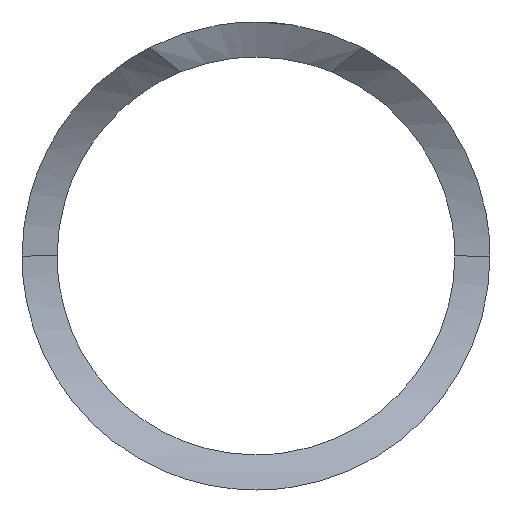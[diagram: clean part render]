
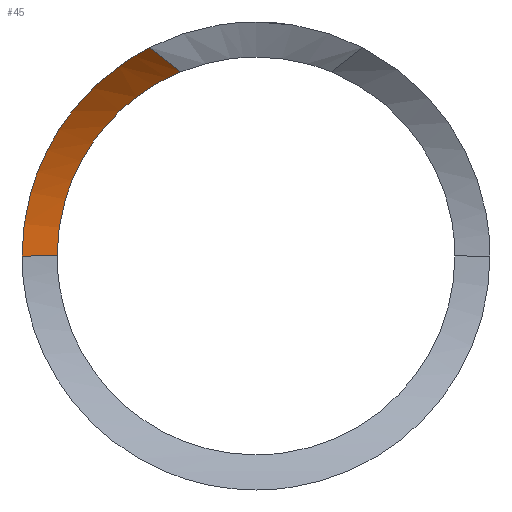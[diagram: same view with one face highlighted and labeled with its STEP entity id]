
A CAD part, front view. The second image highlights one B-rep face of the part: STEP entity #45.
In plain terms, the highlighted cylindrical face has radius 12.5 mm (diameter 25 mm), a partial arc.
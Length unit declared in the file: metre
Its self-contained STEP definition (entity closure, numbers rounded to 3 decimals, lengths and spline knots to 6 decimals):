
#45=ADVANCED_FACE('',(#91),#92,.F.);
#91=FACE_OUTER_BOUND('',#135,.T.);
#92=CYLINDRICAL_SURFACE('',#136,0.0125);
#135=EDGE_LOOP('',(#201,#202,#203,#204));
#136=AXIS2_PLACEMENT_3D('',#205,#206,#207);
#201=ORIENTED_EDGE('',*,*,#308,.F.);
#202=ORIENTED_EDGE('',*,*,#302,.T.);
#203=ORIENTED_EDGE('',*,*,#309,.T.);
#204=ORIENTED_EDGE('',*,*,#297,.F.);
#205=CARTESIAN_POINT('',(-0.435,-0.18,0.0));
#206=DIRECTION('',(1.0,0.0,0.0));
#207=DIRECTION('',(0.0,-1.0,0.0));
#297=EDGE_CURVE('',#357,#359,#360,.T.);
#302=EDGE_CURVE('',#368,#366,#369,.T.);
#308=EDGE_CURVE('',#368,#357,#377,.T.);
#309=EDGE_CURVE('0:48',#366,#359,#378,.T.);
#357=VERTEX_POINT('',#608);
#359=VERTEX_POINT('',#643);
#360=B_SPLINE_CURVE_WITH_KNOTS('',3,(#644,#645,#646,#647,#648,#649,#650,#651,#652,#653,#654,#655,#656,#657,#658,#659,#660,#661,#662,#663,#664,#665,#666,#667,#668,#669,#670,#671,#672,#673,#674,#675,#676,#677),.UNSPECIFIED.,.F.,.F.,(4,2,2,2,2,2,2,2,2,2,2,2,2,2,2,2,4),(0.0,6.281354,12.562709,16.750278,22.639982,28.529685,34.419388,37.364239,40.309091,43.253942,46.198794,52.088497,57.9782,63.867903,68.055757,74.337537,80.619318),.UNSPECIFIED.);
#366=VERTEX_POINT('',#693);
#368=VERTEX_POINT('',#704);
#369=B_SPLINE_CURVE_WITH_KNOTS('',3,(#705,#706,#707,#708,#709,#710,#711,#712,#713,#714,#715,#716,#717,#718,#719,#720,#721,#722,#723,#724,#725,#726,#727,#728,#729,#730,#731,#732,#733,#734,#735),.UNSPECIFIED.,.F.,.F.,(4,2,2,2,2,2,2,2,1,2,2,2,2,2,2,4),(0.0,5.615928,11.231855,14.975807,19.87539,24.774973,30.899452,34.574139,37.023931,39.473722,44.373305,49.272888,54.172471,57.916374,63.532228,69.148081),.UNSPECIFIED.);
#377=LINE('',#813,#814);
#378=B_SPLINE_CURVE_WITH_KNOTS('',3,(#815,#816,#817,#818),.UNSPECIFIED.,.F.,.F.,(4,4),(6.875249,9.613052),.UNSPECIFIED.);
#608=CARTESIAN_POINT('',(-0.445,-0.1675,0.));
#643=CARTESIAN_POINT('',(-0.439541,-0.171233,0.00891));
#644=CARTESIAN_POINT('',(-0.430459,-0.171233,0.00891));
#645=CARTESIAN_POINT('',(-0.429242,-0.170602,0.008289));
#646=CARTESIAN_POINT('',(-0.428192,-0.169889,0.007448));
#647=CARTESIAN_POINT('',(-0.426463,-0.168652,0.005379));
#648=CARTESIAN_POINT('',(-0.425788,-0.168123,0.004138));
#649=CARTESIAN_POINT('',(-0.425134,-0.167608,0.001882));
#650=CARTESIAN_POINT('',(-0.425,-0.1675,0.000934));
#651=CARTESIAN_POINT('',(-0.425,-0.1675,-0.001314));
#652=CARTESIAN_POINT('',(-0.42527,-0.167719,-0.002652));
#653=CARTESIAN_POINT('',(-0.42628,-0.168503,-0.005067));
#654=CARTESIAN_POINT('',(-0.427009,-0.169059,-0.006142));
#655=CARTESIAN_POINT('',(-0.428777,-0.170276,-0.007928));
#656=CARTESIAN_POINT('',(-0.429814,-0.170942,-0.008648));
#657=CARTESIAN_POINT('',(-0.431599,-0.171782,-0.009426));
#658=CARTESIAN_POINT('',(-0.432234,-0.172032,-0.009634));
#659=CARTESIAN_POINT('',(-0.433577,-0.172394,-0.009922));
#660=CARTESIAN_POINT('',(-0.434287,-0.1725,-0.01));
#661=CARTESIAN_POINT('',(-0.435712,-0.1725,-0.01));
#662=CARTESIAN_POINT('',(-0.436422,-0.172394,-0.009922));
#663=CARTESIAN_POINT('',(-0.437765,-0.172033,-0.009635));
#664=CARTESIAN_POINT('',(-0.4384,-0.171782,-0.009427));
#665=CARTESIAN_POINT('',(-0.440185,-0.170943,-0.008649));
#666=CARTESIAN_POINT('',(-0.441222,-0.170276,-0.007929));
#667=CARTESIAN_POINT('',(-0.442991,-0.16906,-0.006142));
#668=CARTESIAN_POINT('',(-0.44372,-0.168503,-0.005067));
#669=CARTESIAN_POINT('',(-0.44473,-0.167719,-0.002653));
#670=CARTESIAN_POINT('',(-0.445,-0.1675,-0.001314));
#671=CARTESIAN_POINT('',(-0.445,-0.1675,0.000934));
#672=CARTESIAN_POINT('',(-0.444866,-0.167608,0.001882));
#673=CARTESIAN_POINT('',(-0.444212,-0.168123,0.004137));
#674=CARTESIAN_POINT('',(-0.443538,-0.168652,0.005378));
#675=CARTESIAN_POINT('',(-0.441808,-0.169889,0.007448));
#676=CARTESIAN_POINT('',(-0.440758,-0.170602,0.008289));
#677=CARTESIAN_POINT('',(-0.439541,-0.171233,0.00891));
#693=CARTESIAN_POINT('',(-0.438208,-0.17029,0.007872));
#704=CARTESIAN_POINT('',(-0.4435,-0.1675,0.));
#705=CARTESIAN_POINT('',(-0.431792,-0.17029,0.007872));
#706=CARTESIAN_POINT('',(-0.430597,-0.169895,0.007384));
#707=CARTESIAN_POINT('',(-0.429562,-0.169366,0.00665));
#708=CARTESIAN_POINT('',(-0.427887,-0.168419,0.004816));
#709=CARTESIAN_POINT('',(-0.427245,-0.167997,0.003703));
#710=CARTESIAN_POINT('',(-0.426626,-0.167586,0.001683));
#711=CARTESIAN_POINT('',(-0.4265,-0.1675,0.000835));
#712=CARTESIAN_POINT('',(-0.4265,-0.1675,-0.001093));
#713=CARTESIAN_POINT('',(-0.426718,-0.167651,-0.002207));
#714=CARTESIAN_POINT('',(-0.427555,-0.168196,-0.004247));
#715=CARTESIAN_POINT('',(-0.428167,-0.168585,-0.00517));
#716=CARTESIAN_POINT('',(-0.429872,-0.169528,-0.006913));
#717=CARTESIAN_POINT('',(-0.431051,-0.170106,-0.007661));
#718=CARTESIAN_POINT('',(-0.433228,-0.170698,-0.008357));
#719=CARTESIAN_POINT('',(-0.434111,-0.170835,-0.0085));
#720=CARTESIAN_POINT('',(-0.435593,-0.170835,-0.0085));
#721=CARTESIAN_POINT('',(-0.436775,-0.170716,-0.008374));
#722=CARTESIAN_POINT('',(-0.437868,-0.170409,-0.008021));
#723=CARTESIAN_POINT('',(-0.439413,-0.169874,-0.007351));
#724=CARTESIAN_POINT('',(-0.440317,-0.169423,-0.006719));
#725=CARTESIAN_POINT('',(-0.441833,-0.168585,-0.00517));
#726=CARTESIAN_POINT('',(-0.442445,-0.168196,-0.004247));
#727=CARTESIAN_POINT('',(-0.443282,-0.167651,-0.002207));
#728=CARTESIAN_POINT('',(-0.4435,-0.1675,-0.001093));
#729=CARTESIAN_POINT('',(-0.4435,-0.1675,0.000835));
#730=CARTESIAN_POINT('',(-0.443374,-0.167586,0.001683));
#731=CARTESIAN_POINT('',(-0.442755,-0.167997,0.003703));
#732=CARTESIAN_POINT('',(-0.442113,-0.168419,0.004816));
#733=CARTESIAN_POINT('',(-0.440438,-0.169366,0.00665));
#734=CARTESIAN_POINT('',(-0.439403,-0.169895,0.007384));
#735=CARTESIAN_POINT('',(-0.438208,-0.17029,0.007872));
#813=CARTESIAN_POINT('',(-0.435,-0.1675,0.));
#814=VECTOR('',#1078,1.0);
#815=CARTESIAN_POINT('',(-0.438208,-0.17029,0.007872));
#816=CARTESIAN_POINT('',(-0.438656,-0.170582,0.008232));
#817=CARTESIAN_POINT('',(-0.439101,-0.170896,0.008579));
#818=CARTESIAN_POINT('',(-0.439541,-0.171233,0.00891));
#1078=DIRECTION('',(-1.0,0.0,0.0));
